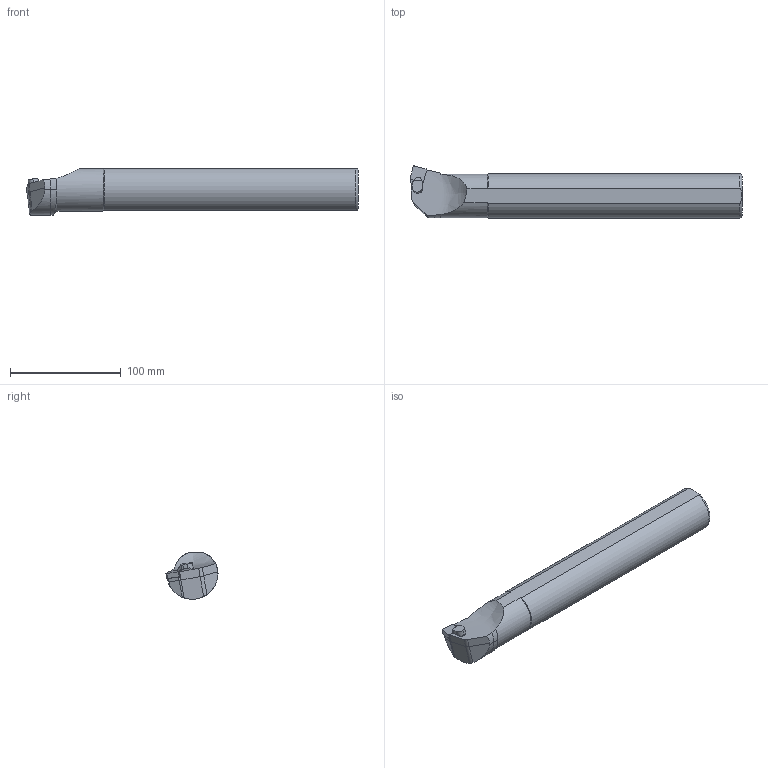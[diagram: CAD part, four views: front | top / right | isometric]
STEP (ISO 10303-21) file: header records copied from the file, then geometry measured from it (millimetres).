
FILE_DESCRIPTION(/* description */ (''),/* implementation_level */ '2;1');
FILE_NAME(/* name */ 'A40T-PSKNL-12C.stp',/* time_stamp */ '2023-10-19T20:49:40+03:00',/* author */ (''),/* organization */ (''),/* preprocessor_version */ 'ST-DEVELOPER v19.4',/* originating_system */ 'SIEMENS PLM Software NX2306.3001',/* authorisation */ '');
FILE_SCHEMA (('AUTOMOTIVE_DESIGN { 1 0 10303 214 3 1 1 1 }'));
Length unit declared in the file: millimetre
Products named in the file (1): A40T-PSKNR-12C
Bounding box: 300 x 47 x 41.97 mm (x, y, z)
Volume: 354641.3 mm3; surface area: 39913.1 mm2
Topology: 2 solids, 2 shells, 68 faces, 180 edges, 117 vertices
Faces by surface type: plane 37, cylinder 25, cone 4, bspline 1, torus 1
Entity records: 2572 total; most frequent: CARTESIAN_POINT 800, ORIENTED_EDGE 358, DIRECTION 339, EDGE_CURVE 179, AXIS2_PLACEMENT_3D 123, VERTEX_POINT 117, LINE 93, VECTOR 93
